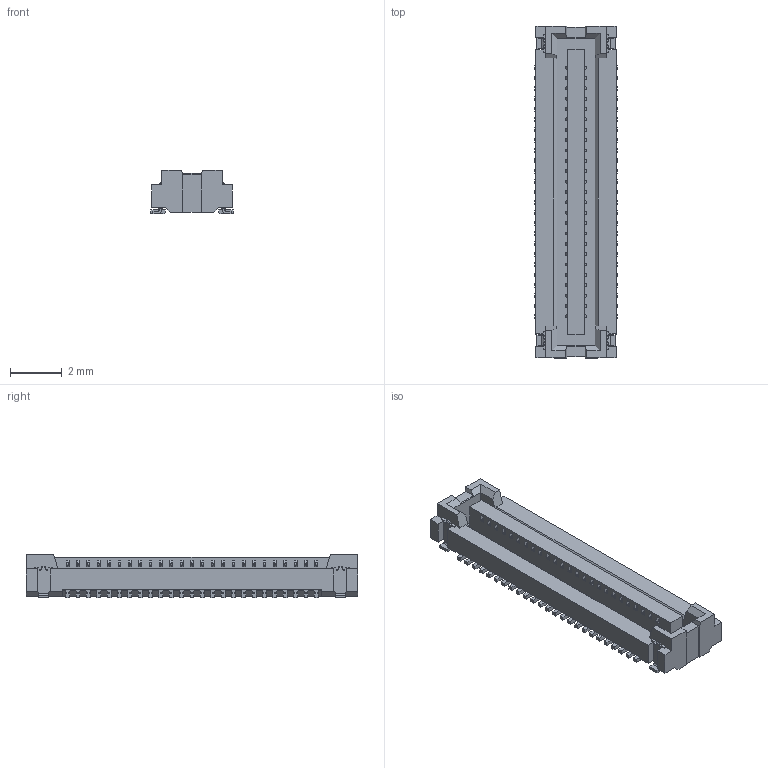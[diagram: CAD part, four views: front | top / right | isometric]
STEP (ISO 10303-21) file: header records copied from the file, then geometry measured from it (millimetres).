
FILE_DESCRIPTION(/* description */ (''),/* implementation_level */ '2;1');
FILE_NAME(/* name */ '2049270501.step',/* time_stamp */ '2022-07-10T13:54:16-04:00',/* author */ (''),/* organization */ (''),/* preprocessor_version */ 'ST-DEVELOPER v19',/* originating_system */ 'Autodesk Translation Framework v11.7.0.108',/* authorisation */ '');
FILE_SCHEMA (('AUTOMOTIVE_DESIGN { 1 0 10303 214 3 1 1 }'));
Length unit declared in the file: millimetre
Products named in the file (1): 2049270501
Bounding box: 3.18 x 12.81 x 1.67 mm (x, y, z)
Volume: 35.3 mm3; surface area: 190.7 mm2
Topology: 1 solids, 1 shells, 1143 faces, 3204 edges, 2164 vertices
Faces by surface type: plane 819, cylinder 324
Entity records: 39048 total; most frequent: CARTESIAN_POINT 9262, ORIENTED_EDGE 6408, DIRECTION 5840, EDGE_CURVE 3204, LINE 2456, VECTOR 2456, VERTEX_POINT 2164, AXIS2_PLACEMENT_3D 1692
